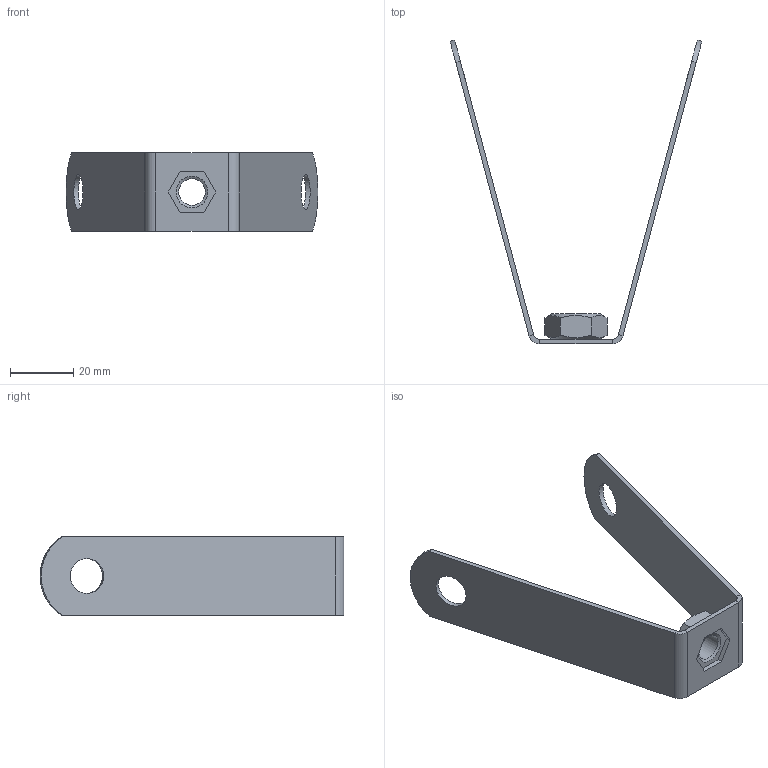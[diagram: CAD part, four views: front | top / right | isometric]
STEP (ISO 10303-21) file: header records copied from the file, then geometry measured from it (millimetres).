
FILE_DESCRIPTION(/* description */ (''),/* implementation_level */ '2;1');
FILE_NAME(/* name */ '320420 VPSM10.stp',/* time_stamp */ '2023-05-15T10:34:52+03:00',/* author */ ('man37'),/* organization */ (''),/* preprocessor_version */ 'ST-DEVELOPER v19.2',/* originating_system */ 'Autodesk Inventor 2023',/* authorisation */ '');
FILE_SCHEMA (('AUTOMOTIVE_DESIGN { 1 0 10303 214 3 1 1 }'));
Length unit declared in the file: millimetre
Products named in the file (3): VPSM10; V-подвес для профнастила 
с гайкой М10; DIN 934 - M10
Assembly tree (2 placements, depth 2):
  VPSM10
    V-подвес для профнастила 
с гайкой М10
    DIN 934 - M10
Bounding box: 79.72 x 96.21 x 25 mm (x, y, z)
Volume: 9208.2 mm3; surface area: 12158.7 mm2
Topology: 2 solids, 2 shells, 43 faces, 98 edges, 59 vertices
Faces by surface type: plane 30, cylinder 9, cone 4
Full cylindrical faces by diameter (mm): 8.376 x1, 11 x2
Entity records: 1327 total; most frequent: CARTESIAN_POINT 229, DIRECTION 205, ORIENTED_EDGE 196, EDGE_CURVE 98, AXIS2_PLACEMENT_3D 71, LINE 63, VECTOR 63, VERTEX_POINT 59
